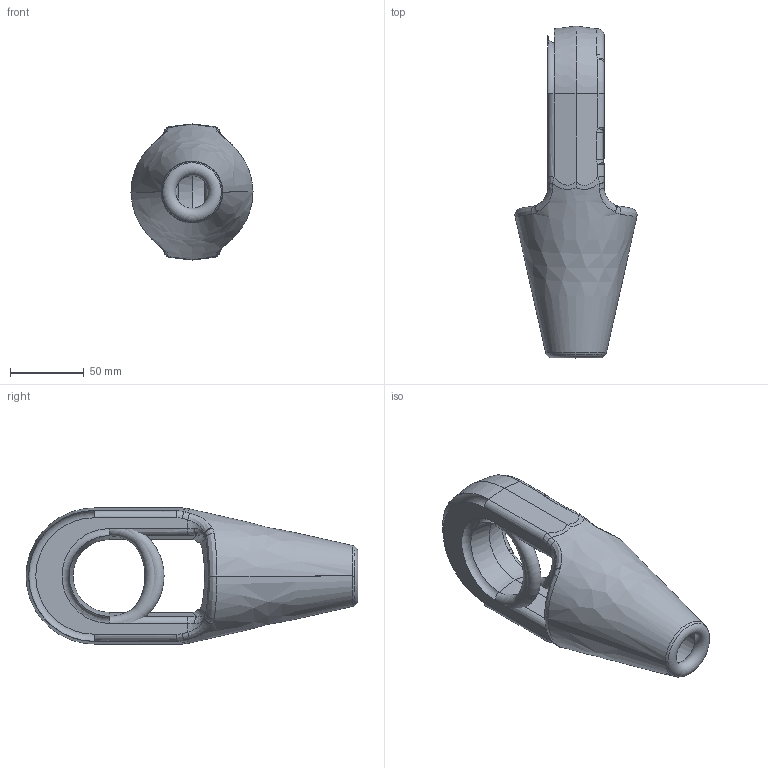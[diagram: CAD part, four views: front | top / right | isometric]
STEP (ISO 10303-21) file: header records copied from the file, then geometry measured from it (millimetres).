
FILE_DESCRIPTION((''),'2;1');
FILE_NAME('CROSBY_417_088_1039995-1040000','2011-08-31T',('Alan Doughty'),('The Crosby Group LLC'),'PRO/ENGINEER BY PARAMETRIC TECHNOLOGY CORPORATION, 2010230','PRO/ENGINEER BY PARAMETRIC TECHNOLOGY CORPORATION, 2010230','');
FILE_SCHEMA(('CONFIG_CONTROL_DESIGN'));
Length unit declared in the file: inch
Products named in the file (1): CROSBY_417_088_1039995-1040000
Bounding box: 82.53 x 224.33 x 91.95 mm (x, y, z)
Surface area: 125750.3 mm2 (no closed solid volume)
Topology: 0 solids, 0 shells, 363 faces, 1920 edges, 1892 vertices
Faces by surface type: bspline 331, torus 16, sphere 16
Entity records: 28874 total; most frequent: CARTESIAN_POINT 13583, DIRECTION 2078, TRIMMED_CURVE 1876, DEFINITIONAL_REPRESENTATION 1848, PCURVE 1848, COMPOSITE_CURVE_SEGMENT 1848, VECTOR 1738, LINE 1738
